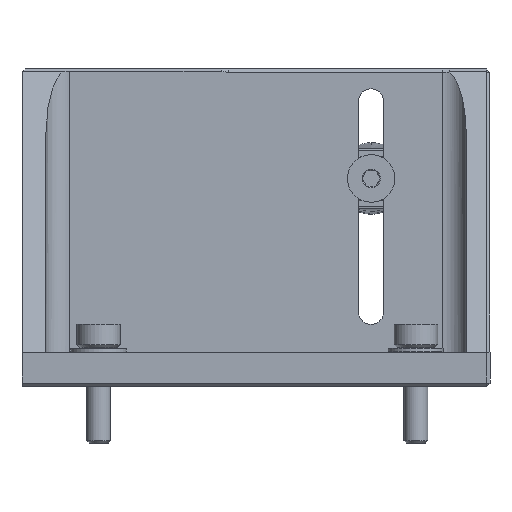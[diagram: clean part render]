
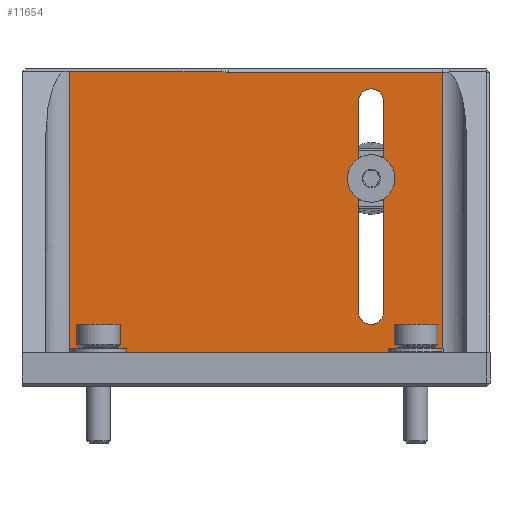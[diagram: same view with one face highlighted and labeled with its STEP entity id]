
A CAD part, front view. The second image highlights one B-rep face of the part: STEP entity #11654.
In plain terms, the highlighted face is planar.
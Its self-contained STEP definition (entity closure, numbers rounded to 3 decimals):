
#346=FACE_BOUND('',#1648,.T.);
#563=PLANE('',#12586);
#949=FACE_OUTER_BOUND('',#1647,.T.);
#1647=EDGE_LOOP('',(#8580,#8581,#8582,#8583,#8584,#8585));
#1648=EDGE_LOOP('',(#8586,#8587,#8588,#8589));
#2343=CIRCLE('',#12587,1.6);
#2344=CIRCLE('',#12588,1.6);
#2774=LINE('',#19126,#3637);
#2890=LINE('',#19377,#3753);
#2895=LINE('',#19388,#3758);
#2904=LINE('',#19407,#3767);
#2905=LINE('',#19409,#3768);
#2906=LINE('',#19442,#3769);
#2907=LINE('',#19445,#3770);
#3637=VECTOR('',#14048,10.);
#3753=VECTOR('',#14182,10.);
#3758=VECTOR('',#14193,1000.);
#3767=VECTOR('',#14210,10.);
#3768=VECTOR('',#14211,10.);
#3769=VECTOR('',#14214,1000.);
#3770=VECTOR('',#14217,1000.);
#4388=B_SPLINE_CURVE_WITH_KNOTS('',3,(#19410,#19411,#19412,#19413,#19414,
#19415,#19416,#19417,#19418,#19419,#19420,#19421,#19422,#19423,#19424,#19425,
#19426,#19427,#19428,#19429,#19430,#19431,#19432,#19433,#19434,#19435,#19436,
#19437),.UNSPECIFIED.,.F.,.F.,(4,3,3,3,3,3,3,3,3,4),(0.133,0.137,
0.146,0.156,0.167,0.175,
0.185,0.194,0.204,0.208),
 .UNSPECIFIED.);
#4958=VERTEX_POINT('',#19123);
#4959=VERTEX_POINT('',#19125);
#5077=VERTEX_POINT('',#19375);
#5080=VERTEX_POINT('',#19386);
#5086=VERTEX_POINT('',#19406);
#5087=VERTEX_POINT('',#19408);
#5088=VERTEX_POINT('',#19438);
#5089=VERTEX_POINT('',#19439);
#5090=VERTEX_POINT('',#19441);
#5091=VERTEX_POINT('',#19443);
#6261=EDGE_CURVE('',#4958,#4959,#2774,.T.);
#6384=EDGE_CURVE('',#4958,#5077,#2890,.T.);
#6390=EDGE_CURVE('',#5080,#5077,#2895,.T.);
#6399=EDGE_CURVE('',#5080,#5086,#2904,.T.);
#6400=EDGE_CURVE('',#5086,#5087,#2905,.T.);
#6401=EDGE_CURVE('',#5087,#4959,#4388,.T.);
#6402=EDGE_CURVE('',#5088,#5089,#2343,.T.);
#6403=EDGE_CURVE('',#5089,#5090,#2906,.T.);
#6404=EDGE_CURVE('',#5090,#5091,#2344,.T.);
#6405=EDGE_CURVE('',#5091,#5088,#2907,.T.);
#8580=ORIENTED_EDGE('',*,*,#6384,.T.);
#8581=ORIENTED_EDGE('',*,*,#6390,.F.);
#8582=ORIENTED_EDGE('',*,*,#6399,.T.);
#8583=ORIENTED_EDGE('',*,*,#6400,.T.);
#8584=ORIENTED_EDGE('',*,*,#6401,.T.);
#8585=ORIENTED_EDGE('',*,*,#6261,.F.);
#8586=ORIENTED_EDGE('',*,*,#6402,.T.);
#8587=ORIENTED_EDGE('',*,*,#6403,.T.);
#8588=ORIENTED_EDGE('',*,*,#6404,.T.);
#8589=ORIENTED_EDGE('',*,*,#6405,.T.);
#11654=ADVANCED_FACE('',(#949,#346),#563,.T.);
#12586=AXIS2_PLACEMENT_3D('',#19405,#14208,#14209);
#12587=AXIS2_PLACEMENT_3D('',#19440,#14212,#14213);
#12588=AXIS2_PLACEMENT_3D('',#19444,#14215,#14216);
#14048=DIRECTION('',(0.,1.,0.));
#14182=DIRECTION('',(0.,0.,1.));
#14193=DIRECTION('',(0.,-1.,0.));
#14208=DIRECTION('center_axis',(-1.,0.,0.));
#14209=DIRECTION('ref_axis',(0.,1.,0.));
#14210=DIRECTION('',(0.,0.,-1.));
#14211=DIRECTION('',(0.,-1.,0.));
#14212=DIRECTION('center_axis',(1.,0.,0.));
#14213=DIRECTION('ref_axis',(0.,1.,0.));
#14214=DIRECTION('',(0.,0.,1.));
#14215=DIRECTION('center_axis',(1.,0.,0.));
#14216=DIRECTION('ref_axis',(0.,1.,0.));
#14217=DIRECTION('',(0.,0.,-1.));
#19123=CARTESIAN_POINT('',(13.007,-5.5,-39.72));
#19125=CARTESIAN_POINT('',(13.007,13.605,-39.72));
#19126=CARTESIAN_POINT('',(13.007,16.25,-39.72));
#19375=CARTESIAN_POINT('',(13.007,-5.5,-4.25));
#19377=CARTESIAN_POINT('',(13.007,-5.5,-20.));
#19386=CARTESIAN_POINT('',(13.007,41.5,-4.25));
#19388=CARTESIAN_POINT('',(13.007,44.5,-4.25));
#19405=CARTESIAN_POINT('Origin',(13.007,0.,
0.));
#19406=CARTESIAN_POINT('',(13.007,41.5,-39.6));
#19407=CARTESIAN_POINT('',(13.007,41.5,-20.));
#19408=CARTESIAN_POINT('',(13.007,14.5,-39.6));
#19409=CARTESIAN_POINT('',(13.007,0.,-39.6));
#19410=CARTESIAN_POINT('Ctrl Pts',(13.007,14.5,-39.6));
#19411=CARTESIAN_POINT('Ctrl Pts',(13.007,14.484,-39.6));
#19412=CARTESIAN_POINT('Ctrl Pts',(13.007,14.468,-39.6));
#19413=CARTESIAN_POINT('Ctrl Pts',(13.007,14.452,-39.6));
#19414=CARTESIAN_POINT('Ctrl Pts',(13.007,14.414,-39.601));
#19415=CARTESIAN_POINT('Ctrl Pts',(13.007,14.377,-39.602));
#19416=CARTESIAN_POINT('Ctrl Pts',(13.007,14.339,-39.604));
#19417=CARTESIAN_POINT('Ctrl Pts',(13.007,14.302,-39.605));
#19418=CARTESIAN_POINT('Ctrl Pts',(13.007,14.264,-39.608));
#19419=CARTESIAN_POINT('Ctrl Pts',(13.007,14.227,-39.611));
#19420=CARTESIAN_POINT('Ctrl Pts',(13.007,14.183,-39.615));
#19421=CARTESIAN_POINT('Ctrl Pts',(13.007,14.139,-39.619));
#19422=CARTESIAN_POINT('Ctrl Pts',(13.007,14.095,-39.625));
#19423=CARTESIAN_POINT('Ctrl Pts',(13.007,14.064,-39.629));
#19424=CARTESIAN_POINT('Ctrl Pts',(13.007,14.033,-39.633));
#19425=CARTESIAN_POINT('Ctrl Pts',(13.007,14.002,-39.638));
#19426=CARTESIAN_POINT('Ctrl Pts',(13.007,13.96,-39.644));
#19427=CARTESIAN_POINT('Ctrl Pts',(13.007,13.918,-39.652));
#19428=CARTESIAN_POINT('Ctrl Pts',(13.007,13.877,-39.66));
#19429=CARTESIAN_POINT('Ctrl Pts',(13.007,13.843,-39.666));
#19430=CARTESIAN_POINT('Ctrl Pts',(13.007,13.81,-39.673));
#19431=CARTESIAN_POINT('Ctrl Pts',(13.007,13.777,-39.68));
#19432=CARTESIAN_POINT('Ctrl Pts',(13.007,13.738,-39.688));
#19433=CARTESIAN_POINT('Ctrl Pts',(13.007,13.7,-39.697));
#19434=CARTESIAN_POINT('Ctrl Pts',(13.007,13.661,-39.706));
#19435=CARTESIAN_POINT('Ctrl Pts',(13.007,13.642,-39.711));
#19436=CARTESIAN_POINT('Ctrl Pts',(13.007,13.623,-39.715));
#19437=CARTESIAN_POINT('Ctrl Pts',(13.007,13.605,-39.72));
#19438=CARTESIAN_POINT('',(13.007,30.9,-35.9));
#19439=CARTESIAN_POINT('',(13.007,34.1,-35.9));
#19440=CARTESIAN_POINT('Origin',(13.007,32.5,-35.9));
#19441=CARTESIAN_POINT('',(13.007,34.1,-9.4));
#19442=CARTESIAN_POINT('',(13.007,34.1,-35.9));
#19443=CARTESIAN_POINT('',(13.007,30.9,-9.4));
#19444=CARTESIAN_POINT('Origin',(13.007,32.5,-9.4));
#19445=CARTESIAN_POINT('',(13.007,30.9,-35.9));
